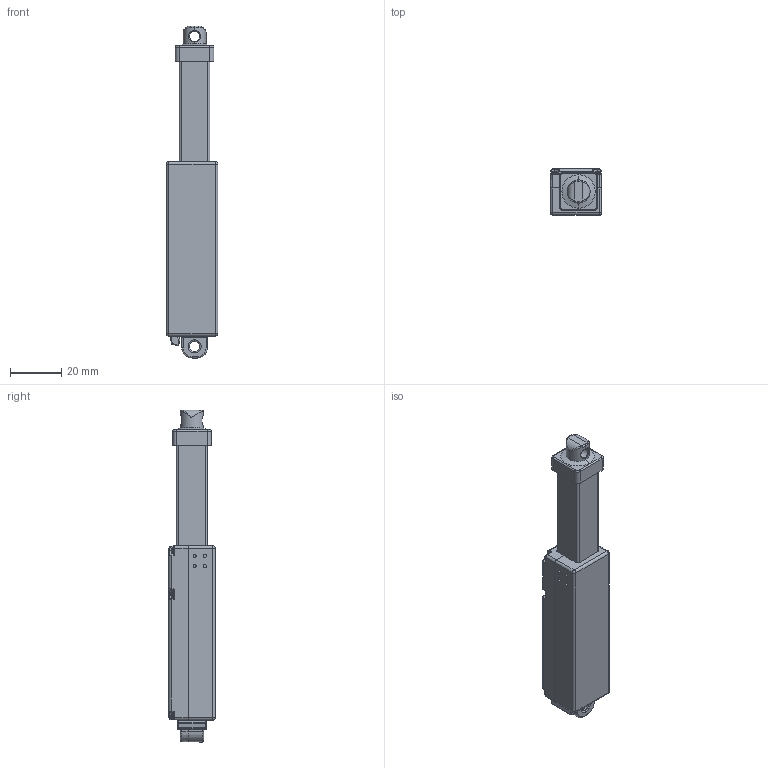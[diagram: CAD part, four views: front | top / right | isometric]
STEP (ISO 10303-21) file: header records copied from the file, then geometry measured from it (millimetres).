
FILE_DESCRIPTION (( 'STEP AP214' ), '1' );
FILE_NAME ('PA-MC1.STEP', '2024-05-03T20:35:43', ( '' ), ( '' ), 'SwSTEP 2.0', 'SolidWorks 2020', '' );
FILE_SCHEMA (( 'AUTOMOTIVE_DESIGN' ));
Length unit declared in the file: millimetre
Products named in the file (11): MC1_Shaft-EC; Part10^PA-MC1_SW2020Ver; MC1_Shaft Enclosure; MC1_Top Washer; MC1_Body-Bottom; M1x8 Screw; MC1_Shaft Bearing; MC1_F-Mount; MC1_Body-Top; PA-MC1; MC1_Rear Rubber
Assembly tree (15 placements, depth 2):
  PA-MC1
    MC1_Body-Top
    MC1_Body-Bottom
    MC1_Shaft Bearing
    MC1_Shaft-EC
    MC1_Top Washer
    MC1_F-Mount
    MC1_Shaft Enclosure
    Part10^PA-MC1_SW2020Ver
    M1x8 Screw  x6
    MC1_Rear Rubber
Bounding box: 20 x 18 x 129.3 mm (x, y, z)
Volume: 32168.3 mm3; surface area: 14778.7 mm2
Topology: 16 solids, 18 shells, 1328 faces, 3428 edges, 2152 vertices
Faces by surface type: plane 462, cylinder 454, bspline 231, torus 102, cone 67, sphere 12
Entity records: 39437 total; most frequent: CARTESIAN_POINT 17552, ORIENTED_EDGE 4650, DIRECTION 4128, EDGE_CURVE 2325, VERTEX_POINT 1462, AXIS2_PLACEMENT_3D 1420, LINE 1288, VECTOR 1288
